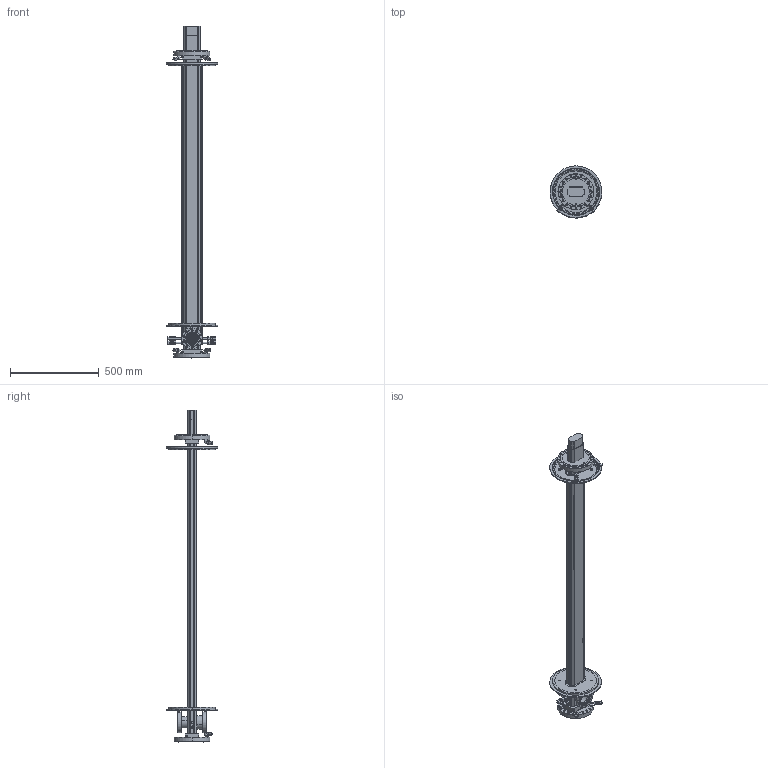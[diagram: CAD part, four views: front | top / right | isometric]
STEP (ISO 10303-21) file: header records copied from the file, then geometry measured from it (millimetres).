
FILE_DESCRIPTION(('OneSpaceDesigner STEP Export'),'2;1');
FILE_NAME('WIGGLER_BEAMPIPE.stp','2008-01-14T 8:24:23',(''),(''),'OneSpace Designer STEP processor for AP214 (Solid Model)','OneSpace Designer 14.00A 08-Mar-2006 (C) CoCreate Software GmbH','');
FILE_SCHEMA(('AUTOMOTIVE_DESIGN { 1 0 10303 214 1 1 1 1 }'));
Length unit declared in the file: millimetre
Products named in the file (39): SLAC_PIPE_1.1; FLEXIBLE_DISK_2; WELD_RING_2; RF_INSERT_1; RF_GASKET_2_1; RF_GASKET_1_1; F458300_1; TUBE300_1; PUMP_PORT_1; 0375_SWAGE_10; TUBE0375_2IN_3; COOLING_CHANNEL_2; COOLING_CHANNEL_2_1; COOLING_CHANNEL_1; PART1_1; VAC_GASKET_1; COOLING_TUBE_6; INNER_RING_1; OUTER_RING_1; F800OVAL_R_1; OVAL_CU_1.1; COPPER_PLUG_1; OVAL_SS_1; OVAL_CU_SS_1; SLAC_END_2_1; SLAC_END_1_1; COVER_PLATE; PUMP_PORT_1.1; SLAC_PIPE_1.2_REV; END_CAP; INSIDE_CAP; 2mil_THK_FOIL; 4mil_THK_GROUND; 6mil_THK_INSULATOR.1.1; INSULATOR_ASSY; ASSM_BEAMPIPE1.1
Assembly tree (61 placements, depth 4):
  ASSM_BEAMPIPE1.1
    INSULATOR_ASSY
      6mil_THK_INSULATOR.1.1  x3
      4mil_THK_GROUND  x3
      2mil_THK_FOIL
    INSIDE_CAP
    END_CAP
    SLAC_PIPE_1.2_REV
    PUMP_PORT_1.1
      TUBE300_1
      F458300_1
    COVER_PLATE
    SLAC_END_1_1
      OVAL_CU_SS_1
        OVAL_SS_1
        COPPER_PLUG_1
        OVAL_CU_1.1
      F800OVAL_R_1
        OUTER_RING_1
        INNER_RING_1
      COOLING_TUBE_6  x2
      0375_SWAGE_10  x2
      VAC_GASKET_1
        PART1_1
    SLAC_END_2_1
      OVAL_CU_SS_1
        OVAL_SS_1
        COPPER_PLUG_1
        OVAL_CU_1.1
      F800OVAL_R_1
        OUTER_RING_1
        INNER_RING_1
      0375_SWAGE_10  x2
      COOLING_TUBE_6  x2
      VAC_GASKET_1
        PART1_1
    COOLING_CHANNEL_1
      COOLING_CHANNEL_1
      TUBE0375_2IN_3  x2
      0375_SWAGE_10  x2
    COOLING_CHANNEL_2_1
      COOLING_CHANNEL_2
      TUBE0375_2IN_3  x2
      0375_SWAGE_10  x2
    PUMP_PORT_1
      TUBE300_1
      F458300_1
    RF_GASKET_1_1
      RF_INSERT_1
    RF_GASKET_2_1
      RF_INSERT_1
    WELD_RING_2  x2
    FLEXIBLE_DISK_2  x2
    SLAC_PIPE_1.1
Bounding box: 291.85 x 291.85 x 1871.95 mm (x, y, z)
Volume: 5155962.7 mm3; surface area: 2269787 mm2
Topology: 48 solids, 48 shells, 2487 faces, 6460 edges, 4103 vertices
Faces by surface type: cylinder 1185, plane 793, cone 492, torus 17
Entity records: 48494 total; most frequent: ORIENTED_EDGE 8970, CARTESIAN_POINT 8311, DIRECTION 6901, EDGE_CURVE 4485, VERTEX_POINT 2845, AXIS2_PLACEMENT_3D 2336, VECTOR 2229, LINE 2229
